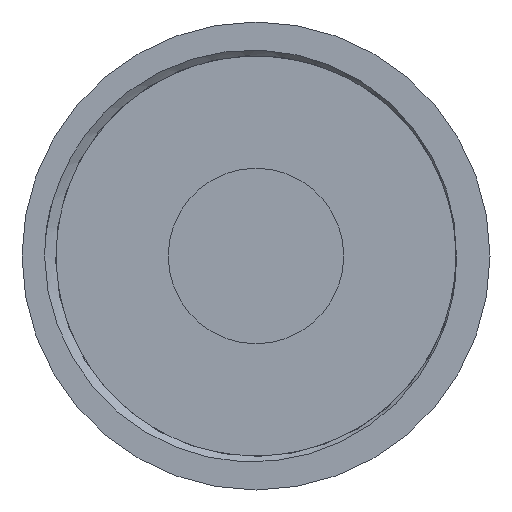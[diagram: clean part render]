
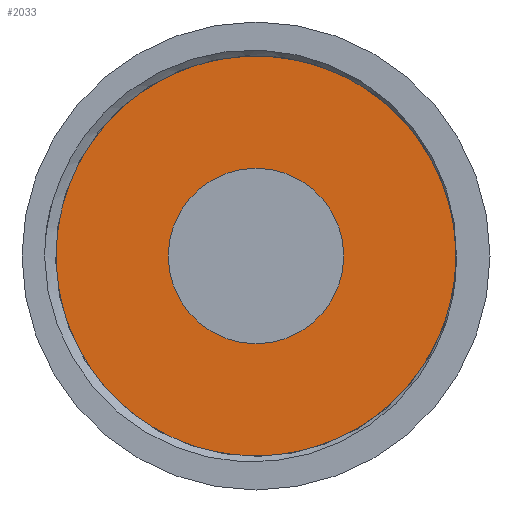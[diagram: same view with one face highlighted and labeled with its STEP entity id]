
A CAD part, front view. The second image highlights one B-rep face of the part: STEP entity #2033.
In plain terms, the highlighted planar face has unit normal (0, -1, 0).
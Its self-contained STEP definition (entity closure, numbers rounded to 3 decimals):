
#580=CARTESIAN_POINT('',(0.,-3.,0.));
#581=DIRECTION('',(0.,-1.,0.));
#582=DIRECTION('',(1.,0.,0.));
#583=AXIS2_PLACEMENT_3D('',#580,#581,#582);
#734=CARTESIAN_POINT('',(0.,-3.,0.));
#735=DIRECTION('',(0.,1.,0.));
#736=DIRECTION('',(1.,0.,0.));
#737=AXIS2_PLACEMENT_3D('',#734,#735,#736);
#743=CARTESIAN_POINT('',(0.,-3.,0.));
#744=DIRECTION('',(0.,-1.,0.));
#745=DIRECTION('',(1.,0.,0.));
#746=AXIS2_PLACEMENT_3D('',#743,#744,#745);
#748=CARTESIAN_POINT('',(0.,-3.,0.));
#749=DIRECTION('',(0.,-1.,0.));
#750=DIRECTION('',(-1.,0.,0.));
#751=AXIS2_PLACEMENT_3D('',#748,#749,#750);
#791=CARTESIAN_POINT('',(18.075,-3.,0.));
#793=VERTEX_POINT('',#791);
#795=CARTESIAN_POINT('',(-18.075,-3.,0.));
#796=VERTEX_POINT('',#795);
#811=CARTESIAN_POINT('',(7.5,-3.,0.));
#812=CARTESIAN_POINT('',(-7.5,-3.,0.));
#813=VERTEX_POINT('',#811);
#814=VERTEX_POINT('',#812);
#2018=CARTESIAN_POINT('',(0.,-3.,0.));
#2019=DIRECTION('',(0.,-1.,0.));
#2020=DIRECTION('',(-1.,0.,0.));
#2021=AXIS2_PLACEMENT_3D('',#2018,#2019,#2020);
#2022=PLANE('',#2021);
#2023=ORIENTED_EDGE('',*,*,#1704,.F.);
#2024=ORIENTED_EDGE('',*,*,#2012,.T.);
#2025=EDGE_LOOP('',(#2023,#2024));
#2026=FACE_OUTER_BOUND('',#2025,.F.);
#2028=ORIENTED_EDGE('',*,*,#2027,.T.);
#2030=ORIENTED_EDGE('',*,*,#2029,.T.);
#2031=EDGE_LOOP('',(#2028,#2030));
#2032=FACE_BOUND('',#2031,.F.);
#2033=ADVANCED_FACE('',(#2026,#2032),#2022,.T.);
#584=CIRCLE('',#583,18.075);
#738=CIRCLE('',#737,18.075);
#747=CIRCLE('',#746,7.5);
#752=CIRCLE('',#751,7.5);
#1704=EDGE_CURVE('',#793,#796,#584,.T.);
#2012=EDGE_CURVE('',#793,#796,#738,.T.);
#2027=EDGE_CURVE('',#813,#814,#747,.T.);
#2029=EDGE_CURVE('',#814,#813,#752,.T.);
